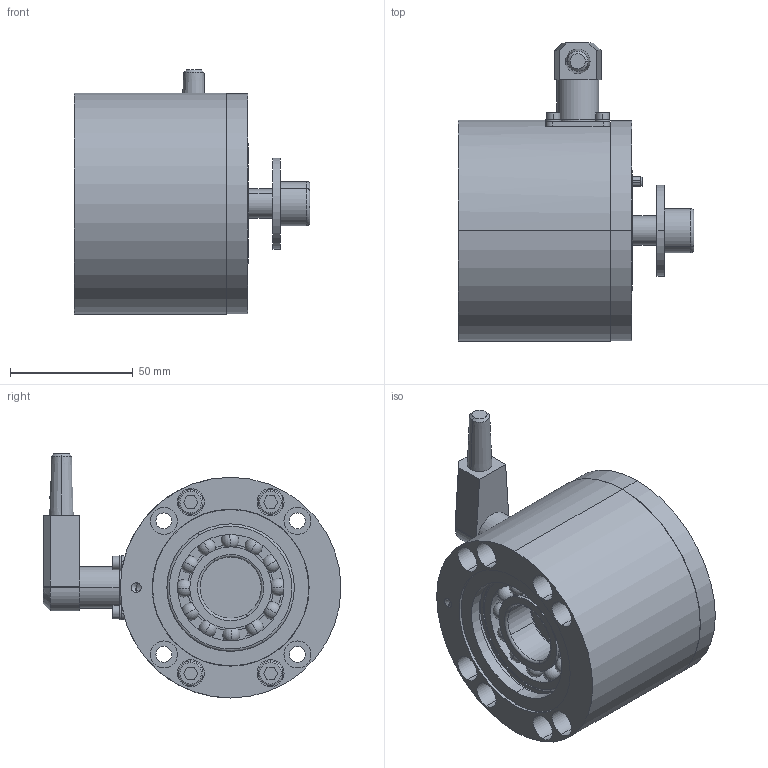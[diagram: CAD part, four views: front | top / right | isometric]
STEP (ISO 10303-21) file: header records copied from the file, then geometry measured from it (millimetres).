
FILE_DESCRIPTION (( 'STEP AP203' ), '1' );
FILE_NAME ('31104615_-.step', '2022-03-07T13:40:44', ( '' ), ( '' ), 'SwSTEP 2.0', 'SolidWorks 2018', '' );
FILE_SCHEMA (( 'CONFIG_CONTROL_DESIGN' ));
Length unit declared in the file: millimetre
Products named in the file (15): 31104488_01; 31104615_-; 31104486_stp_nach_Vergueten; Flanschstecker_M14x1_Mini_5pol; Si-Ring DIN472_D52x2; PKL_1205_01; Zyl-Schr DIN912_M12x25; Zyl-Schr DIN912_M6x30; Sch DIN9021_M12; Spannstift_ISO13337_D04x10; 31100948_01; Federringe_DIN127A_M03; Zyl-Schr DIN912_M3x6; 31104484_Stp_01; 31104506_01
Assembly tree (23 placements, depth 3):
  31104615_-
    31104484_Stp_01
      31104486_stp_nach_Vergueten
      31104488_01
      Federringe_DIN127A_M03  x4
      Zyl-Schr DIN912_M3x6  x4
      Zyl-Schr DIN912_M6x30  x4
      Si-Ring DIN472_D52x2
      Flanschstecker_M14x1_Mini_5pol
      PKL_1205_01
    31104506_01
    31100948_01
    Spannstift_ISO13337_D04x10
    Zyl-Schr DIN912_M12x25
    Sch DIN9021_M12
Bounding box: 96.05 x 121.5 x 99.5 mm (x, y, z)
Volume: 321443.3 mm3; surface area: 127430 mm2
Topology: 47 solids, 47 shells, 617 faces, 1438 edges, 921 vertices
Faces by surface type: cylinder 263, plane 193, cone 67, sphere 50, torus 44
Entity records: 15725 total; most frequent: DIRECTION 2697, CARTESIAN_POINT 2444, ORIENTED_EDGE 2116, AXIS2_PLACEMENT_3D 1141, EDGE_CURVE 1058, VERTEX_POINT 701, CIRCLE 623, EDGE_LOOP 605
